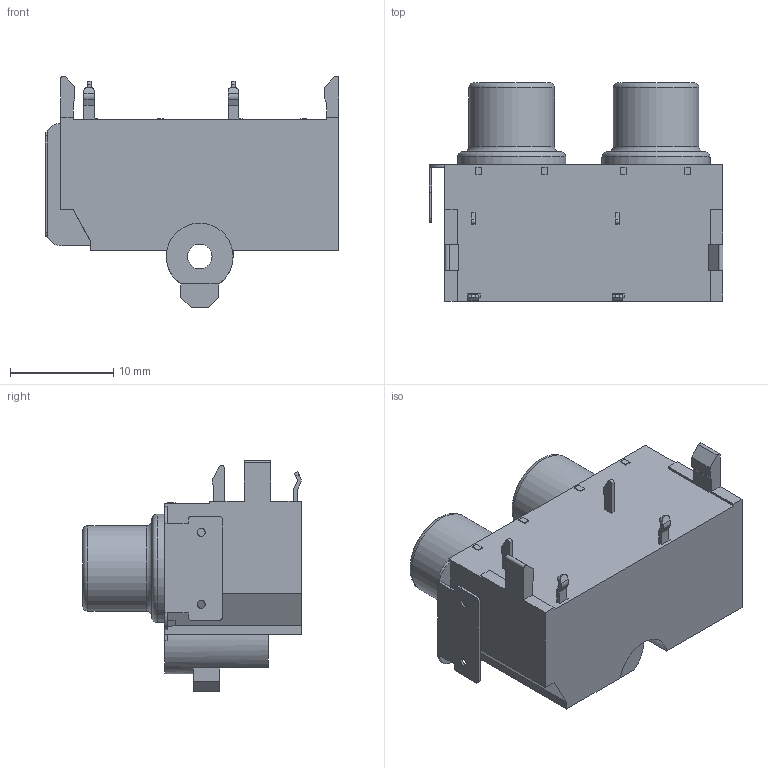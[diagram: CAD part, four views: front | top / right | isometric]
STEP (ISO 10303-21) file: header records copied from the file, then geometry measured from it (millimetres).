
FILE_DESCRIPTION(/* description */ ('STEP AP242','CAx-IF Rec.Pracs.---Representation and Presentation of Product Manufacturing Information (PMI)---4.0---2014-10-13','CAx-IF Rec.Pracs.---3D Tessellated Geometry---0.4---2014-09-14','2;1'),/* implementation_level */ '2;1');
FILE_NAME(/* name */ '64274bc7bb5a502808ad5859',/* time_stamp */ '2023-03-31T21:08:24+00:00',/* author */ (''),/* organization */ (''),/* preprocessor_version */ 'ST-DEVELOPER v18.102',/* originating_system */ ' ',/* authorisation */ ' ');
FILE_SCHEMA (('AP242_MANAGED_MODEL_BASED_3D_ENGINEERING_MIM_LF { 1 0 10303 442 1 1 4 }'));
Length unit declared in the file: metre
Products named in the file (1): pjras2x1s_series
Bounding box: 28.5 x 21.21 x 22.5 mm (x, y, z)
Volume: 5375.2 mm3; surface area: 2709.7 mm2
Topology: 1 solids, 1 shells, 163 faces, 429 edges, 285 vertices
Faces by surface type: plane 119, cylinder 36, torus 6, cone 2
Full cylindrical faces by diameter (mm): 0.762 x2, 2.388 x1, 3.2 x1, 3.378 x2, 6.045 x2, 8.306 x2, 10.49 x2
Entity records: 5019 total; most frequent: CARTESIAN_POINT 845, DIRECTION 814, ORIENTED_EDGE 802, EDGE_CURVE 401, LINE 314, VECTOR 314, VERTEX_POINT 277, AXIS2_PLACEMENT_3D 250
